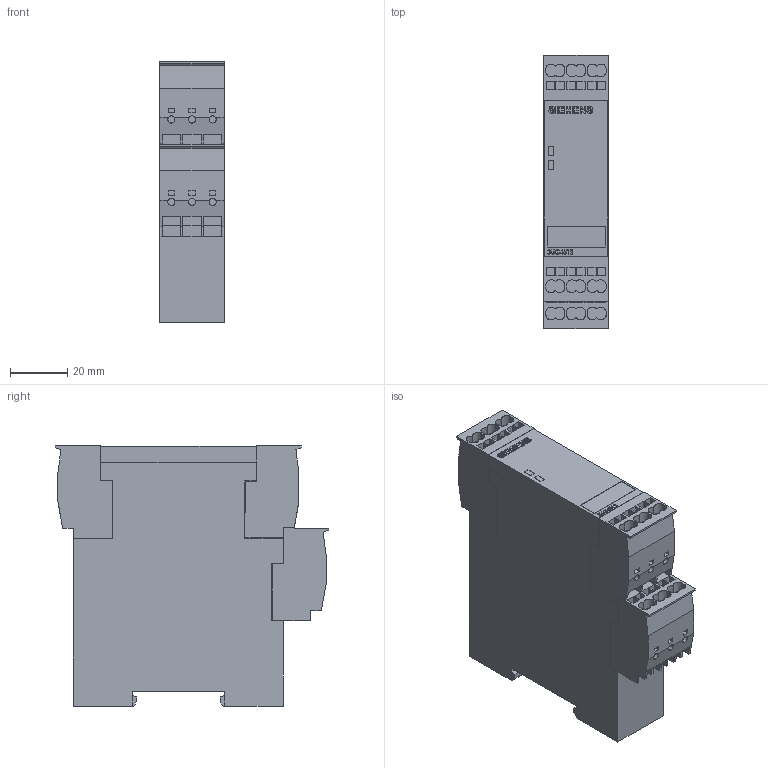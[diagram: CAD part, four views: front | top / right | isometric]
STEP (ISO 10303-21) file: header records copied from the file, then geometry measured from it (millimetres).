
FILE_DESCRIPTION (( 'STEP AP214' ), '1' );
FILE_NAME ('3UG4512_2_3Anschl_gefaerbt.STEP', '2006-11-29T09:56:55', ( 'Günter Reindl' ), ( 'Siemens and Partners' ), 'SwSTEP 2.0', 'SolidWorks 2006104', '' );
FILE_SCHEMA (( 'AUTOMOTIVE_DESIGN' ));
Length unit declared in the file: millimetre
Products named in the file (1): 3UG4512_2_3Anschl_gefaerbt
Bounding box: 22.5 x 95.5 x 91 mm (x, y, z)
Volume: 159062.8 mm3; surface area: 26745.4 mm2
Topology: 1 solids, 1 shells, 618 faces, 1682 edges, 1120 vertices
Faces by surface type: plane 484, bspline 92, cylinder 42
Entity records: 33639 total; most frequent: CARTESIAN_POINT 12445, ORIENTED_EDGE 3364, DIRECTION 2582, EDGE_CURVE 1682, VECTOR 1396, LINE 1396, VERTEX_POINT 1120, EDGE_LOOP 672
